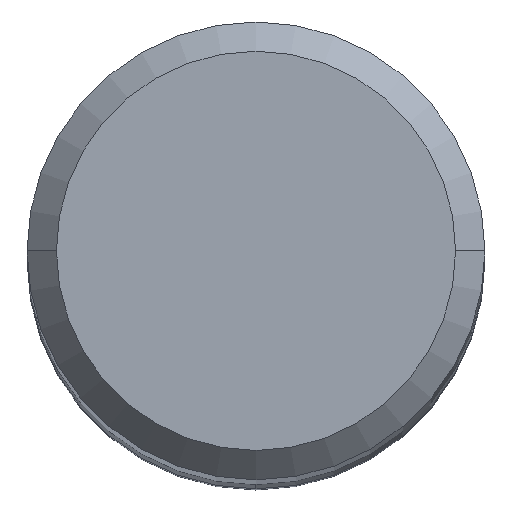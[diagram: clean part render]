
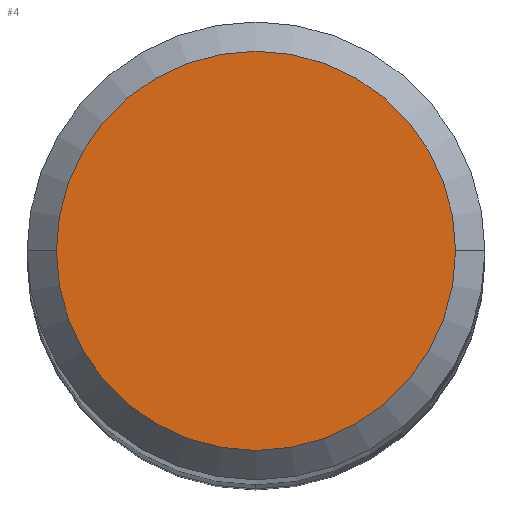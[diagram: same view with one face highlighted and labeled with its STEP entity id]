
A CAD part, top view. The second image highlights one B-rep face of the part: STEP entity #4.
In plain terms, the highlighted planar face has unit normal (0, 0, 1).
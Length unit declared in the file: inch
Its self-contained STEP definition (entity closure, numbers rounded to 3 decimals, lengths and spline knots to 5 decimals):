
#4 = ADVANCED_FACE ( 'NONE', ( #448 ), #99, .F. ) ;
#52 = VERTEX_POINT ( 'NONE', #286 ) ;
#73 = DIRECTION ( 'NONE',  ( 0., 0., 1. ) ) ;
#99 = PLANE ( 'NONE',  #115 ) ;
#105 = EDGE_CURVE ( 'NONE', #52, #127, #491, .T. ) ;
#107 = CARTESIAN_POINT ( 'NONE',  ( 0., 0., 0. ) ) ;
#110 = DIRECTION ( 'NONE',  ( 0., 0., -1. ) ) ;
#115 = AXIS2_PLACEMENT_3D ( 'NONE', #155, #110, #165 ) ;
#127 = VERTEX_POINT ( 'NONE', #213 ) ;
#155 = CARTESIAN_POINT ( 'NONE',  ( 0., 0.13625, 0. ) ) ;
#165 = DIRECTION ( 'NONE',  ( -1., 0., 0. ) ) ;
#173 = EDGE_LOOP ( 'NONE', ( #495, #356 ) ) ;
#176 = AXIS2_PLACEMENT_3D ( 'NONE', #107, #73, #258 ) ;
#213 = CARTESIAN_POINT ( 'NONE',  ( 0.13625, 0., 0. ) ) ;
#258 = DIRECTION ( 'NONE',  ( 1., 0., 0. ) ) ;
#286 = CARTESIAN_POINT ( 'NONE',  ( -0.13625, 0., 0. ) ) ;
#293 = CARTESIAN_POINT ( 'NONE',  ( 0., 0., 0. ) ) ;
#345 = AXIS2_PLACEMENT_3D ( 'NONE', #293, #446, #380 ) ;
#356 = ORIENTED_EDGE ( 'NONE', *, *, #457, .T. ) ;
#380 = DIRECTION ( 'NONE',  ( 1., 0., 0. ) ) ;
#446 = DIRECTION ( 'NONE',  ( 0., 0., 1. ) ) ;
#448 = FACE_OUTER_BOUND ( 'NONE', #173, .T. ) ;
#452 = CIRCLE ( 'NONE', #176, 0.13625 ) ;
#457 = EDGE_CURVE ( 'NONE', #127, #52, #452, .T. ) ;
#491 = CIRCLE ( 'NONE', #345, 0.13625 ) ;
#495 = ORIENTED_EDGE ( 'NONE', *, *, #105, .T. ) ;
